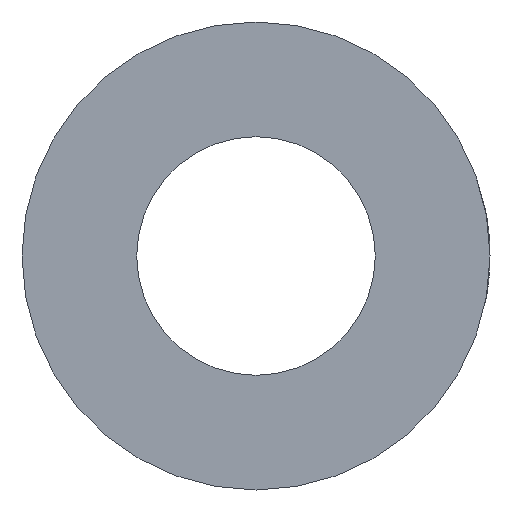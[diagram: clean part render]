
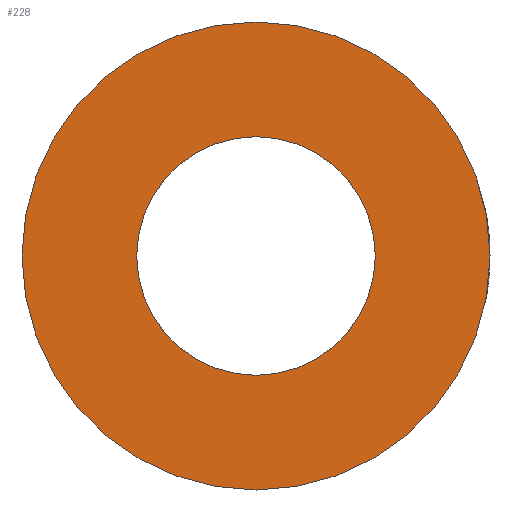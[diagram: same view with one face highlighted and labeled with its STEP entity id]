
A CAD part, front view. The second image highlights one B-rep face of the part: STEP entity #228.
In plain terms, the highlighted planar face has unit normal (0, -1, 0).
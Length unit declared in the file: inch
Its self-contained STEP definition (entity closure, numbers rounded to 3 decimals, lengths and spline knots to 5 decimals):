
#9 = DIRECTION ( 'NONE',  ( 0., 1., 0. ) ) ;
#36 = DIRECTION ( 'NONE',  ( 0., 0., 1. ) ) ;
#43 = DIRECTION ( 'NONE',  ( 0., 1., 0. ) ) ;
#44 = DIRECTION ( 'NONE',  ( 0., 1., 0. ) ) ;
#50 = ORIENTED_EDGE ( 'NONE', *, *, #225, .T. ) ;
#74 = CARTESIAN_POINT ( 'NONE',  ( 0., 0., 0. ) ) ;
#79 = ORIENTED_EDGE ( 'NONE', *, *, #134, .F. ) ;
#82 = EDGE_LOOP ( 'NONE', ( #283, #79 ) ) ;
#83 = CARTESIAN_POINT ( 'NONE',  ( 0., 0., 0. ) ) ;
#93 = CIRCLE ( 'NONE', #327, 0.26 ) ;
#96 = CARTESIAN_POINT ( 'NONE',  ( 0., 0., 0. ) ) ;
#97 = DIRECTION ( 'NONE',  ( 0., 1., 0. ) ) ;
#98 = AXIS2_PLACEMENT_3D ( 'NONE', #308, #44, #133 ) ;
#103 = AXIS2_PLACEMENT_3D ( 'NONE', #96, #97, #36 ) ;
#127 = DIRECTION ( 'NONE',  ( 0., 0., 1. ) ) ;
#129 = CARTESIAN_POINT ( 'NONE',  ( 0., 0., 0.26 ) ) ;
#133 = DIRECTION ( 'NONE',  ( 0., 0., 1. ) ) ;
#134 = EDGE_CURVE ( 'NONE', #166, #206, #238, .T. ) ;
#148 = CARTESIAN_POINT ( 'NONE',  ( 0., 0., -0.26 ) ) ;
#166 = VERTEX_POINT ( 'NONE', #384 ) ;
#176 = DIRECTION ( 'NONE',  ( 0., 1., 0. ) ) ;
#189 = DIRECTION ( 'NONE',  ( 0., 0., 1. ) ) ;
#191 = FACE_BOUND ( 'NONE', #246, .T. ) ;
#203 = EDGE_CURVE ( 'NONE', #231, #382, #387, .T. ) ;
#206 = VERTEX_POINT ( 'NONE', #242 ) ;
#222 = AXIS2_PLACEMENT_3D ( 'NONE', #74, #9, #127 ) ;
#225 = EDGE_CURVE ( 'NONE', #382, #231, #93, .T. ) ;
#228 = ADVANCED_FACE ( 'NONE', ( #276, #191 ), #362, .F. ) ;
#231 = VERTEX_POINT ( 'NONE', #129 ) ;
#238 = CIRCLE ( 'NONE', #103, 0.51 ) ;
#242 = CARTESIAN_POINT ( 'NONE',  ( 0., 0., -0.51 ) ) ;
#246 = EDGE_LOOP ( 'NONE', ( #50, #319 ) ) ;
#272 = CARTESIAN_POINT ( 'NONE',  ( 0., 0., 0. ) ) ;
#275 = CIRCLE ( 'NONE', #339, 0.51 ) ;
#276 = FACE_OUTER_BOUND ( 'NONE', #82, .T. ) ;
#283 = ORIENTED_EDGE ( 'NONE', *, *, #380, .F. ) ;
#293 = DIRECTION ( 'NONE',  ( 0., 0., 1. ) ) ;
#308 = CARTESIAN_POINT ( 'NONE',  ( 0., 0., 0. ) ) ;
#319 = ORIENTED_EDGE ( 'NONE', *, *, #203, .T. ) ;
#327 = AXIS2_PLACEMENT_3D ( 'NONE', #272, #43, #189 ) ;
#339 = AXIS2_PLACEMENT_3D ( 'NONE', #83, #176, #293 ) ;
#362 = PLANE ( 'NONE',  #98 ) ;
#380 = EDGE_CURVE ( 'NONE', #206, #166, #275, .T. ) ;
#382 = VERTEX_POINT ( 'NONE', #148 ) ;
#384 = CARTESIAN_POINT ( 'NONE',  ( 0., 0., 0.51 ) ) ;
#387 = CIRCLE ( 'NONE', #222, 0.26 ) ;
